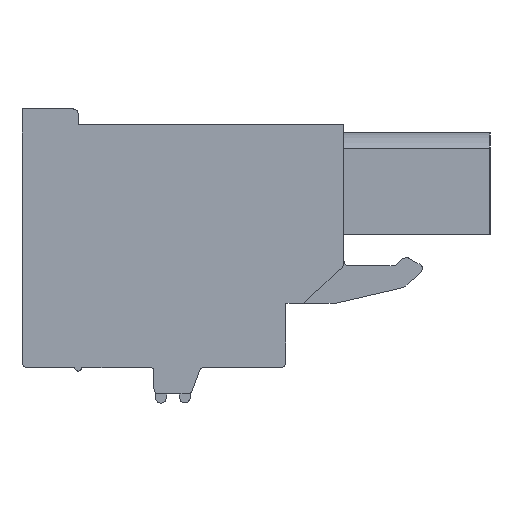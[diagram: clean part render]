
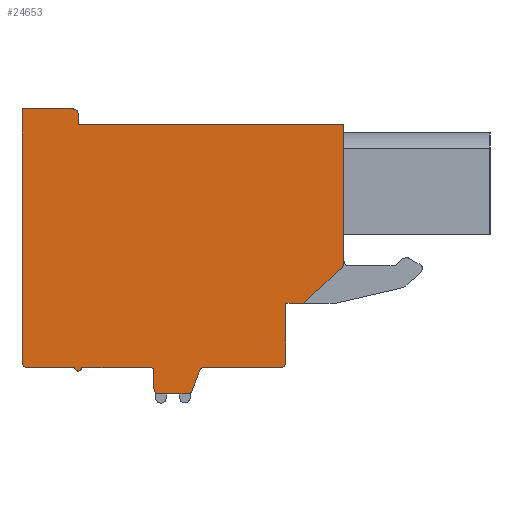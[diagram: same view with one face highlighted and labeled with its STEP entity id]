
A CAD part, left-side view. The second image highlights one B-rep face of the part: STEP entity #24653.
In plain terms, the highlighted planar face has unit normal (-1, 0, 0).
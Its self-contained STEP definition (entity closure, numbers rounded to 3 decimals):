
#923=DIRECTION('',(0.,0.,1.));
#924=VECTOR('',#923,7.87);
#925=CARTESIAN_POINT('',(-117.46,-5.66,-0.91));
#926=LINE('',#925,#924);
#4406=CARTESIAN_POINT('',(-117.46,-5.36,-0.91));
#4407=DIRECTION('',(1.,0.,0.));
#4408=DIRECTION('',(0.,-1.,0.));
#4409=AXIS2_PLACEMENT_3D('',#4406,#4407,#4408);
#4411=DIRECTION('',(0.,0.731,-0.683));
#4412=VECTOR('',#4411,3.018);
#4413=CARTESIAN_POINT('',(-117.46,-5.565,-1.129));
#4414=LINE('',#4413,#4412);
#4415=DIRECTION('',(0.,1.,0.));
#4416=VECTOR('',#4415,1.);
#4417=CARTESIAN_POINT('',(-117.46,-3.36,-3.19));
#4418=LINE('',#4417,#4416);
#4419=DIRECTION('',(0.,0.,-1.));
#4420=VECTOR('',#4419,3.35);
#4421=CARTESIAN_POINT('',(-117.46,-2.36,-3.19));
#4422=LINE('',#4421,#4420);
#4423=CARTESIAN_POINT('',(-117.46,-2.06,-6.54));
#4424=DIRECTION('',(1.,0.,0.));
#4425=DIRECTION('',(0.,-1.,0.));
#4426=AXIS2_PLACEMENT_3D('',#4423,#4424,#4425);
#4428=DIRECTION('',(0.,1.,0.));
#4429=VECTOR('',#4428,4.34);
#4430=CARTESIAN_POINT('',(-117.46,-2.06,-6.84));
#4431=LINE('',#4430,#4429);
#4432=CARTESIAN_POINT('',(-117.46,2.28,-7.14));
#4433=DIRECTION('',(-1.,0.,0.));
#4434=DIRECTION('',(0.,0.,1.));
#4435=AXIS2_PLACEMENT_3D('',#4432,#4433,#4434);
#4437=DIRECTION('',(0.,0.345,-0.939));
#4438=VECTOR('',#4437,1.179);
#4439=CARTESIAN_POINT('',(-117.46,2.562,-7.037));
#4440=LINE('',#4439,#4438);
#4441=CARTESIAN_POINT('',(-117.46,3.25,-8.04));
#4442=DIRECTION('',(1.,0.,0.));
#4443=DIRECTION('',(0.,-0.939,-0.345));
#4444=AXIS2_PLACEMENT_3D('',#4441,#4442,#4443);
#4446=DIRECTION('',(0.,1.,0.));
#4447=VECTOR('',#4446,1.59);
#4448=CARTESIAN_POINT('',(-117.46,3.25,-8.34));
#4449=LINE('',#4448,#4447);
#4450=CARTESIAN_POINT('',(-117.46,4.84,-8.04));
#4451=DIRECTION('',(1.,0.,0.));
#4452=DIRECTION('',(0.,0.,-1.));
#4453=AXIS2_PLACEMENT_3D('',#4450,#4451,#4452);
#4455=DIRECTION('',(0.,0.,1.));
#4456=VECTOR('',#4455,1.);
#4457=CARTESIAN_POINT('',(-117.46,5.14,-8.04));
#4458=LINE('',#4457,#4456);
#4459=CARTESIAN_POINT('',(-117.46,5.34,-7.04));
#4460=DIRECTION('',(-1.,0.,0.));
#4461=DIRECTION('',(0.,-1.,0.));
#4462=AXIS2_PLACEMENT_3D('',#4459,#4460,#4461);
#4464=DIRECTION('',(0.,1.,0.));
#4465=VECTOR('',#4464,3.9);
#4466=CARTESIAN_POINT('',(-117.46,5.34,-6.84));
#4467=LINE('',#4466,#4465);
#4468=CARTESIAN_POINT('',(-117.46,9.44,-6.84));
#4469=DIRECTION('',(1.,0.,0.));
#4470=DIRECTION('',(0.,-1.,0.));
#4471=AXIS2_PLACEMENT_3D('',#4468,#4469,#4470);
#4473=DIRECTION('',(0.,1.,0.));
#4474=VECTOR('',#4473,2.7);
#4475=CARTESIAN_POINT('',(-117.46,9.64,-6.84));
#4476=LINE('',#4475,#4474);
#4477=CARTESIAN_POINT('',(-117.46,12.34,-6.54));
#4478=DIRECTION('',(1.,0.,0.));
#4479=DIRECTION('',(0.,0.,-1.));
#4480=AXIS2_PLACEMENT_3D('',#4477,#4478,#4479);
#4482=DIRECTION('',(0.,0.,1.));
#4483=VECTOR('',#4482,14.4);
#4484=CARTESIAN_POINT('',(-117.46,12.64,-6.54));
#4485=LINE('',#4484,#4483);
#4486=DIRECTION('',(0.,-1.,0.));
#4487=VECTOR('',#4486,2.9);
#4488=CARTESIAN_POINT('',(-117.46,12.64,7.86));
#4489=LINE('',#4488,#4487);
#4490=CARTESIAN_POINT('',(-117.46,9.74,7.56));
#4491=DIRECTION('',(1.,0.,0.));
#4492=DIRECTION('',(0.,0.,1.));
#4493=AXIS2_PLACEMENT_3D('',#4490,#4491,#4492);
#4495=DIRECTION('',(0.,0.,-1.));
#4496=VECTOR('',#4495,0.6);
#4497=CARTESIAN_POINT('',(-117.46,9.44,7.56));
#4498=LINE('',#4497,#4496);
#4499=DIRECTION('',(0.,-1.,0.));
#4500=VECTOR('',#4499,15.1);
#4501=CARTESIAN_POINT('',(-117.46,9.44,6.96));
#4502=LINE('',#4501,#4500);
#14055=CARTESIAN_POINT('',(-117.46,9.44,6.96));
#14056=CARTESIAN_POINT('',(-117.46,-5.66,6.96));
#14057=VERTEX_POINT('',#14055);
#14058=VERTEX_POINT('',#14056);
#14059=CARTESIAN_POINT('',(-117.46,-5.66,-0.91));
#14060=CARTESIAN_POINT('',(-117.46,-5.565,-1.129));
#14061=VERTEX_POINT('',#14059);
#14062=VERTEX_POINT('',#14060);
#14063=CARTESIAN_POINT('',(-117.46,-3.36,-3.19));
#14064=VERTEX_POINT('',#14063);
#14065=CARTESIAN_POINT('',(-117.46,-2.36,-3.19));
#14066=VERTEX_POINT('',#14065);
#14067=CARTESIAN_POINT('',(-117.46,-2.36,-6.54));
#14068=VERTEX_POINT('',#14067);
#14069=CARTESIAN_POINT('',(-117.46,-2.06,-6.84));
#14070=VERTEX_POINT('',#14069);
#14071=CARTESIAN_POINT('',(-117.46,2.28,-6.84));
#14072=VERTEX_POINT('',#14071);
#14073=CARTESIAN_POINT('',(-117.46,2.562,-7.037));
#14074=VERTEX_POINT('',#14073);
#14075=CARTESIAN_POINT('',(-117.46,2.968,-8.143));
#14076=VERTEX_POINT('',#14075);
#14077=CARTESIAN_POINT('',(-117.46,3.25,-8.34));
#14078=VERTEX_POINT('',#14077);
#14079=CARTESIAN_POINT('',(-117.46,4.84,-8.34));
#14080=VERTEX_POINT('',#14079);
#14081=CARTESIAN_POINT('',(-117.46,5.14,-8.04));
#14082=VERTEX_POINT('',#14081);
#14083=CARTESIAN_POINT('',(-117.46,5.14,-7.04));
#14084=VERTEX_POINT('',#14083);
#14085=CARTESIAN_POINT('',(-117.46,5.34,-6.84));
#14086=VERTEX_POINT('',#14085);
#14087=CARTESIAN_POINT('',(-117.46,9.24,-6.84));
#14088=VERTEX_POINT('',#14087);
#14089=CARTESIAN_POINT('',(-117.46,9.64,-6.84));
#14090=VERTEX_POINT('',#14089);
#14091=CARTESIAN_POINT('',(-117.46,12.34,-6.84));
#14092=VERTEX_POINT('',#14091);
#14093=CARTESIAN_POINT('',(-117.46,12.64,-6.54));
#14094=VERTEX_POINT('',#14093);
#14095=CARTESIAN_POINT('',(-117.46,12.64,7.86));
#14096=VERTEX_POINT('',#14095);
#14097=CARTESIAN_POINT('',(-117.46,9.74,7.86));
#14098=VERTEX_POINT('',#14097);
#14099=CARTESIAN_POINT('',(-117.46,9.44,7.56));
#14100=VERTEX_POINT('',#14099);
#24604=CARTESIAN_POINT('',(-117.46,0.,0.));
#24605=DIRECTION('',(1.,0.,0.));
#24606=DIRECTION('',(0.,-1.,0.));
#24607=AXIS2_PLACEMENT_3D('',#24604,#24605,#24606);
#24608=PLANE('',#24607);
#24609=ORIENTED_EDGE('',*,*,#18468,.F.);
#24610=ORIENTED_EDGE('',*,*,#24584,.T.);
#24611=ORIENTED_EDGE('',*,*,#24510,.T.);
#24612=ORIENTED_EDGE('',*,*,#24484,.T.);
#24614=ORIENTED_EDGE('',*,*,#24613,.T.);
#24616=ORIENTED_EDGE('',*,*,#24615,.T.);
#24618=ORIENTED_EDGE('',*,*,#24617,.T.);
#24620=ORIENTED_EDGE('',*,*,#24619,.T.);
#24622=ORIENTED_EDGE('',*,*,#24621,.T.);
#24624=ORIENTED_EDGE('',*,*,#24623,.T.);
#24626=ORIENTED_EDGE('',*,*,#24625,.T.);
#24628=ORIENTED_EDGE('',*,*,#24627,.T.);
#24630=ORIENTED_EDGE('',*,*,#24629,.T.);
#24632=ORIENTED_EDGE('',*,*,#24631,.T.);
#24634=ORIENTED_EDGE('',*,*,#24633,.T.);
#24636=ORIENTED_EDGE('',*,*,#24635,.T.);
#24638=ORIENTED_EDGE('',*,*,#24637,.T.);
#24640=ORIENTED_EDGE('',*,*,#24639,.T.);
#24642=ORIENTED_EDGE('',*,*,#24641,.T.);
#24644=ORIENTED_EDGE('',*,*,#24643,.T.);
#24646=ORIENTED_EDGE('',*,*,#24645,.T.);
#24648=ORIENTED_EDGE('',*,*,#24647,.T.);
#24650=ORIENTED_EDGE('',*,*,#24649,.T.);
#24651=EDGE_LOOP('',(#24609,#24610,#24611,#24612,#24614,#24616,#24618,#24620,
#24622,#24624,#24626,#24628,#24630,#24632,#24634,#24636,#24638,#24640,#24642,
#24644,#24646,#24648,#24650));
#24652=FACE_OUTER_BOUND('',#24651,.F.);
#24653=ADVANCED_FACE('',(#24652),#24608,.F.);
#4410=CIRCLE('',#4409,0.3);
#4427=CIRCLE('',#4426,0.3);
#4436=CIRCLE('',#4435,0.3);
#4445=CIRCLE('',#4444,0.3);
#4454=CIRCLE('',#4453,0.3);
#4463=CIRCLE('',#4462,0.2);
#4472=CIRCLE('',#4471,0.2);
#4481=CIRCLE('',#4480,0.3);
#4494=CIRCLE('',#4493,0.3);
#18468=EDGE_CURVE('',#14061,#14058,#926,.T.);
#24484=EDGE_CURVE('',#14064,#14066,#4418,.T.);
#24510=EDGE_CURVE('',#14062,#14064,#4414,.T.);
#24584=EDGE_CURVE('',#14061,#14062,#4410,.T.);
#24613=EDGE_CURVE('',#14066,#14068,#4422,.T.);
#24615=EDGE_CURVE('',#14068,#14070,#4427,.T.);
#24617=EDGE_CURVE('',#14070,#14072,#4431,.T.);
#24619=EDGE_CURVE('',#14072,#14074,#4436,.T.);
#24621=EDGE_CURVE('',#14074,#14076,#4440,.T.);
#24623=EDGE_CURVE('',#14076,#14078,#4445,.T.);
#24625=EDGE_CURVE('',#14078,#14080,#4449,.T.);
#24627=EDGE_CURVE('',#14080,#14082,#4454,.T.);
#24629=EDGE_CURVE('',#14082,#14084,#4458,.T.);
#24631=EDGE_CURVE('',#14084,#14086,#4463,.T.);
#24633=EDGE_CURVE('',#14086,#14088,#4467,.T.);
#24635=EDGE_CURVE('',#14088,#14090,#4472,.T.);
#24637=EDGE_CURVE('',#14090,#14092,#4476,.T.);
#24639=EDGE_CURVE('',#14092,#14094,#4481,.T.);
#24641=EDGE_CURVE('',#14094,#14096,#4485,.T.);
#24643=EDGE_CURVE('',#14096,#14098,#4489,.T.);
#24645=EDGE_CURVE('',#14098,#14100,#4494,.T.);
#24647=EDGE_CURVE('',#14100,#14057,#4498,.T.);
#24649=EDGE_CURVE('',#14057,#14058,#4502,.T.);
